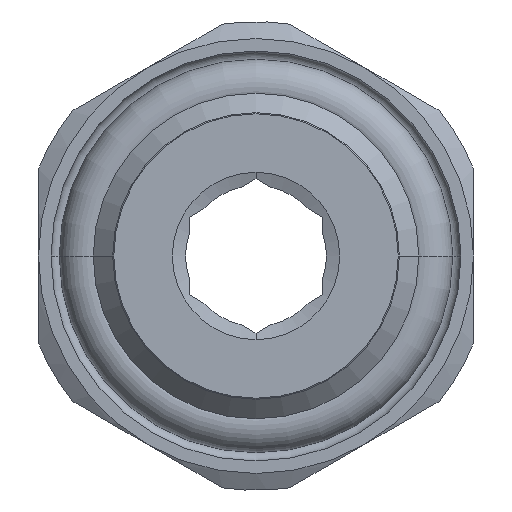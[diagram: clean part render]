
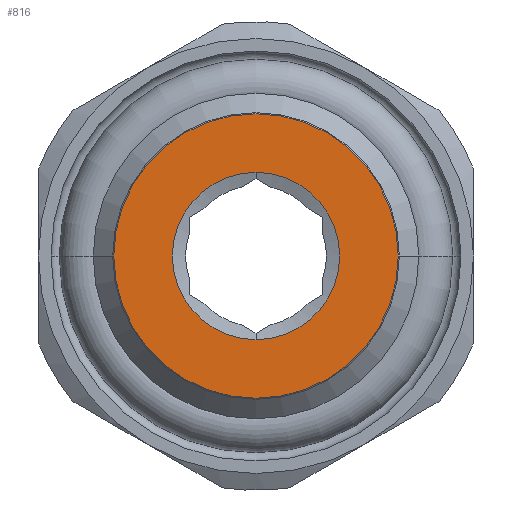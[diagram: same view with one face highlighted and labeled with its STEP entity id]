
A CAD part, front view. The second image highlights one B-rep face of the part: STEP entity #816.
In plain terms, the highlighted planar face has unit normal (0, -1, 0).
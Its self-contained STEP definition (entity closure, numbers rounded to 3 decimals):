
#816=ADVANCED_FACE('',(#2125,#2126),#2127,.T.);
#2125=FACE_OUTER_BOUND('',#4986,.T.);
#2126=FACE_BOUND('',#4987,.T.);
#2127=PLANE('',#4988);
#4986=EDGE_LOOP('',(#9974,#9975));
#4987=EDGE_LOOP('',(#9976,#9977));
#4988=AXIS2_PLACEMENT_3D('',#9978,#9979,#9980);
#9974=ORIENTED_EDGE('',*,*,#11924,.F.);
#9975=ORIENTED_EDGE('',*,*,#11925,.F.);
#9976=ORIENTED_EDGE('',*,*,#11923,.T.);
#9977=ORIENTED_EDGE('',*,*,#11917,.T.);
#9978=CARTESIAN_POINT('',(0.0,-4.6,0.0));
#9979=DIRECTION('',(0.0,-1.0,0.0));
#9980=DIRECTION('',(0.0,0.0,-1.0));
#11917=EDGE_CURVE('',#14636,#14634,#14637,.T.);
#11923=EDGE_CURVE('',#14634,#14636,#14643,.T.);
#11924=EDGE_CURVE('',#14644,#14645,#14646,.T.);
#11925=EDGE_CURVE('',#14645,#14644,#14647,.T.);
#14634=VERTEX_POINT('',#19562);
#14636=VERTEX_POINT('',#19565);
#14637=CIRCLE('',#19566,2.5);
#14643=CIRCLE('',#19589,2.5);
#14644=VERTEX_POINT('',#19590);
#14645=VERTEX_POINT('',#19591);
#14646=CIRCLE('',#19592,4.25);
#14647=CIRCLE('',#19593,4.25);
#19562=CARTESIAN_POINT('',(0.0,-4.6,2.5));
#19565=CARTESIAN_POINT('',(0.0,-4.6,-2.5));
#19566=AXIS2_PLACEMENT_3D('',#22110,#22111,#22112);
#19589=AXIS2_PLACEMENT_3D('',#22114,#22115,#22116);
#19590=CARTESIAN_POINT('',(4.25,-4.6,0.0));
#19591=CARTESIAN_POINT('',(-4.25,-4.6,0.0));
#19592=AXIS2_PLACEMENT_3D('',#22117,#22118,#22119);
#19593=AXIS2_PLACEMENT_3D('',#22120,#22121,#22122);
#22110=CARTESIAN_POINT('',(0.0,-4.6,0.0));
#22111=DIRECTION('',(0.0,1.0,0.0));
#22112=DIRECTION('',(0.0,0.0,-1.0));
#22114=CARTESIAN_POINT('',(0.0,-4.6,0.0));
#22115=DIRECTION('',(0.0,1.0,0.0));
#22116=DIRECTION('',(0.0,0.0,1.0));
#22117=CARTESIAN_POINT('',(0.0,-4.6,0.0));
#22118=DIRECTION('',(-0.0,1.0,0.0));
#22119=DIRECTION('',(1.0,0.0,0.0));
#22120=CARTESIAN_POINT('',(0.0,-4.6,0.0));
#22121=DIRECTION('',(0.0,1.0,0.0));
#22122=DIRECTION('',(-1.0,0.0,0.0));
